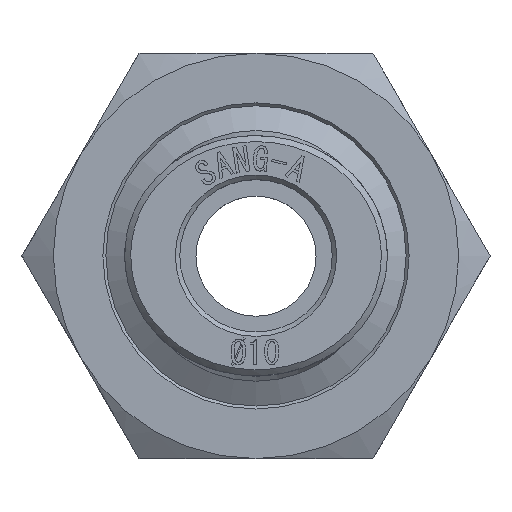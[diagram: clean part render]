
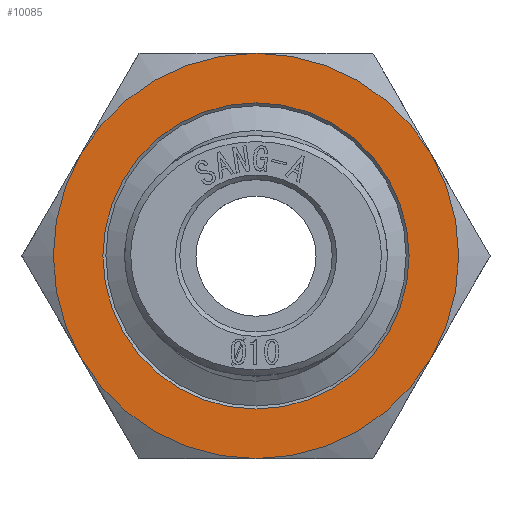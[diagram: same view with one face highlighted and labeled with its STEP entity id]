
A CAD part, top view. The second image highlights one B-rep face of the part: STEP entity #10085.
In plain terms, the highlighted planar face has unit normal (0, 0, 1).
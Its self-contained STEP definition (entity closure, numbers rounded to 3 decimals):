
#10009=CARTESIAN_POINT('',(10.2,0.,5.0));
#10010=VERTEX_POINT('',#10009);
#10011=CARTESIAN_POINT('',(0.0,0.0,5.0));
#10012=DIRECTION('',(0.0,0.0,1.0));
#10013=DIRECTION('',(-1.0,0.0,0.0));
#10014=AXIS2_PLACEMENT_3D('',#10011,#10012,#10013);
#10015=CIRCLE('',#10014,10.2);
#10016=EDGE_CURVE('',#10010,#10010,#10015,.T.);
#10021=CARTESIAN_POINT('',(0.,0.,5.0));
#10022=DIRECTION('',(0.0,0.0,1.0));
#10023=DIRECTION('',(1.0,0.0,0.0));
#10024=AXIS2_PLACEMENT_3D('',#10021,#10022,#10023);
#10025=PLANE('',#10024);
#10026=CARTESIAN_POINT('',(11.691,-6.75,5.0));
#10027=VERTEX_POINT('',#10026);
#10028=CARTESIAN_POINT('',(11.691,6.75,5.0));
#10029=VERTEX_POINT('',#10028);
#10030=CARTESIAN_POINT('',(0.0,0.0,5.0));
#10031=DIRECTION('',(0.0,0.0,1.0));
#10032=DIRECTION('',(-1.0,0.0,0.0));
#10033=AXIS2_PLACEMENT_3D('',#10030,#10031,#10032);
#10034=CIRCLE('',#10033,13.5);
#10035=EDGE_CURVE('',#10027,#10029,#10034,.T.);
#10036=ORIENTED_EDGE('',*,*,#10035,.T.);
#10037=CARTESIAN_POINT('',(0.,13.5,5.0));
#10038=VERTEX_POINT('',#10037);
#10039=CARTESIAN_POINT('',(0.0,0.0,5.0));
#10040=DIRECTION('',(0.0,0.0,1.0));
#10041=DIRECTION('',(-1.0,0.0,0.0));
#10042=AXIS2_PLACEMENT_3D('',#10039,#10040,#10041);
#10043=CIRCLE('',#10042,13.5);
#10044=EDGE_CURVE('',#10029,#10038,#10043,.T.);
#10045=ORIENTED_EDGE('',*,*,#10044,.T.);
#10046=CARTESIAN_POINT('',(-11.691,6.75,5.0));
#10047=VERTEX_POINT('',#10046);
#10048=CARTESIAN_POINT('',(0.0,0.0,5.0));
#10049=DIRECTION('',(0.0,0.0,1.0));
#10050=DIRECTION('',(-1.0,0.0,0.0));
#10051=AXIS2_PLACEMENT_3D('',#10048,#10049,#10050);
#10052=CIRCLE('',#10051,13.5);
#10053=EDGE_CURVE('',#10038,#10047,#10052,.T.);
#10054=ORIENTED_EDGE('',*,*,#10053,.T.);
#10055=CARTESIAN_POINT('',(-11.691,-6.75,5.0));
#10056=VERTEX_POINT('',#10055);
#10057=CARTESIAN_POINT('',(0.0,0.0,5.0));
#10058=DIRECTION('',(0.0,0.0,1.0));
#10059=DIRECTION('',(-1.0,0.0,0.0));
#10060=AXIS2_PLACEMENT_3D('',#10057,#10058,#10059);
#10061=CIRCLE('',#10060,13.5);
#10062=EDGE_CURVE('',#10047,#10056,#10061,.T.);
#10063=ORIENTED_EDGE('',*,*,#10062,.T.);
#10064=CARTESIAN_POINT('',(0.,-13.5,5.0));
#10065=VERTEX_POINT('',#10064);
#10066=CARTESIAN_POINT('',(0.0,0.0,5.0));
#10067=DIRECTION('',(0.0,0.0,1.0));
#10068=DIRECTION('',(-1.0,0.0,0.0));
#10069=AXIS2_PLACEMENT_3D('',#10066,#10067,#10068);
#10070=CIRCLE('',#10069,13.5);
#10071=EDGE_CURVE('',#10056,#10065,#10070,.T.);
#10072=ORIENTED_EDGE('',*,*,#10071,.T.);
#10073=CARTESIAN_POINT('',(0.0,0.0,5.0));
#10074=DIRECTION('',(0.0,0.0,1.0));
#10075=DIRECTION('',(-1.0,0.0,0.0));
#10076=AXIS2_PLACEMENT_3D('',#10073,#10074,#10075);
#10077=CIRCLE('',#10076,13.5);
#10078=EDGE_CURVE('',#10065,#10027,#10077,.T.);
#10079=ORIENTED_EDGE('',*,*,#10078,.T.);
#10080=EDGE_LOOP('',(#10036,#10045,#10054,#10063,#10072,#10079));
#10081=FACE_OUTER_BOUND('',#10080,.T.);
#10082=ORIENTED_EDGE('',*,*,#10016,.F.);
#10083=EDGE_LOOP('',(#10082));
#10084=FACE_BOUND('',#10083,.T.);
#10085=ADVANCED_FACE('',(#10081,#10084),#10025,.T.);
